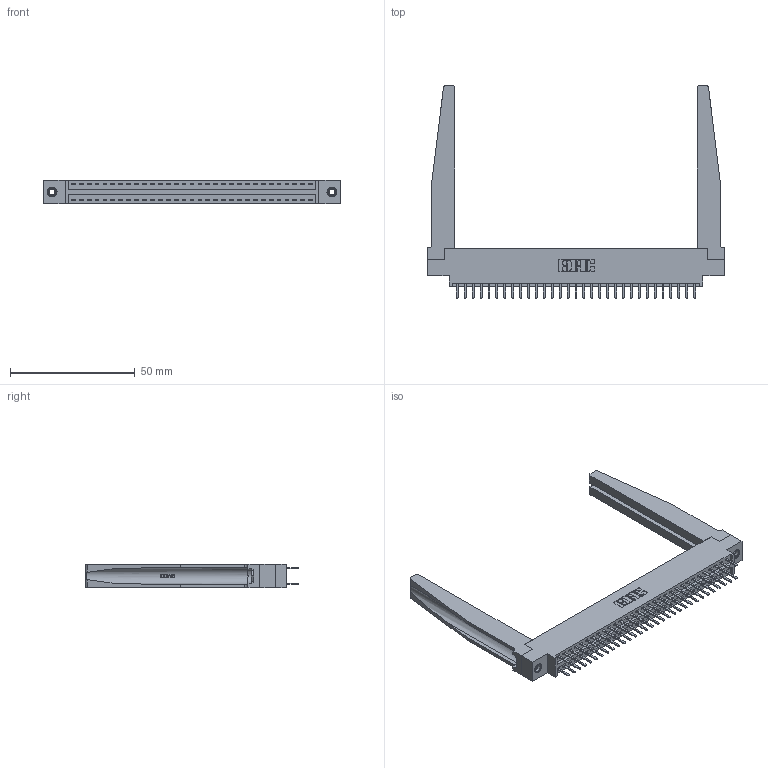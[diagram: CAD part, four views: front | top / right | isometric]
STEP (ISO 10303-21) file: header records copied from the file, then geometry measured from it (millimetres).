
FILE_DESCRIPTION (( 'STEP AP203' ), '1' );
FILE_NAME ('346-062-520-878.STEP', '2022-05-24T13:20:37', ( '' ), ( '' ), 'SwSTEP 2.0', 'SolidWorks 2020', '' );
FILE_SCHEMA (( 'CONFIG_CONTROL_DESIGN' ));
Length unit declared in the file: inch
Products named in the file (5): 346 Part_0.170 Offset - 0.156 Dia-TH; 345-292-001_345-293-120; 345-250-001_345-250-001-102; 346-220-078_345-220-078; 346-062-520-878
Assembly tree (67 placements, depth 2):
  346-062-520-878
    346 Part_0.170 Offset - 0.156 Dia-TH
    345-292-001_345-293-120  x62
    346-220-078_345-220-078  x2
    345-250-001_345-250-001-102  x2
Bounding box: 119 x 85.29 x 9.4 mm (x, y, z)
Volume: 18227.3 mm3; surface area: 22072.9 mm2
Topology: 67 solids, 67 shells, 3846 faces, 11091 edges, 7218 vertices
Faces by surface type: plane 2530, cylinder 1264, bspline 36, cone 12, torus 4
Entity records: 27122 total; most frequent: CARTESIAN_POINT 5441, ORIENTED_EDGE 4250, DIRECTION 3819, EDGE_CURVE 2125, VECTOR 1771, LINE 1771, VERTEX_POINT 1408, AXIS2_PLACEMENT_3D 1024
